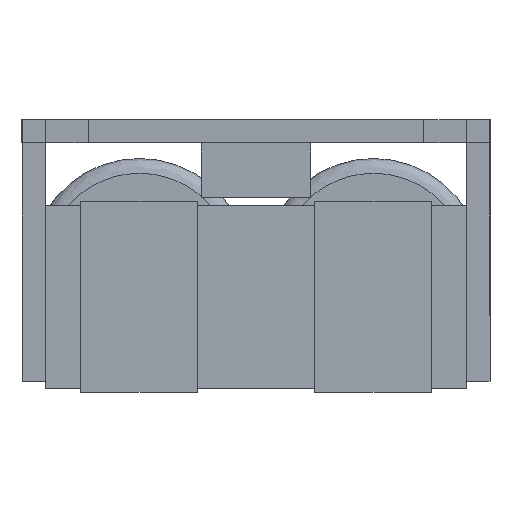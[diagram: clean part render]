
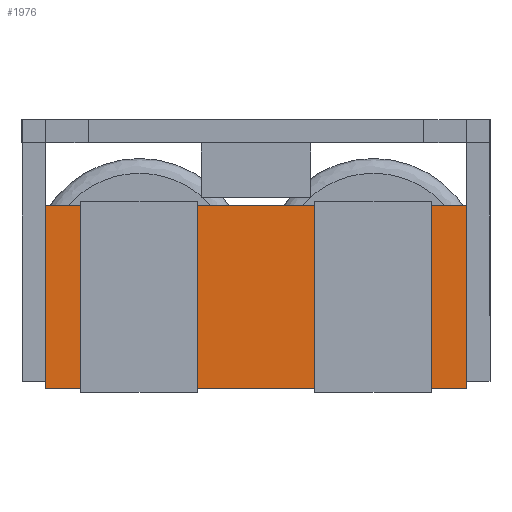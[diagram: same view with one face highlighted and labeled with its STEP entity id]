
A CAD part, left-side view. The second image highlights one B-rep face of the part: STEP entity #1976.
In plain terms, the highlighted planar face has unit normal (-1, 0, 0).
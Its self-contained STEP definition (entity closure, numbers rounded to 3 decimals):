
#49 = ORIENTED_EDGE ( 'NONE', *, *, #1170, .F. ) ;
#71 = DIRECTION ( 'NONE',  ( 0., -1., 0. ) ) ;
#256 = DIRECTION ( 'NONE',  ( 0., 0., 1. ) ) ;
#314 = VECTOR ( 'NONE', #3582, 1000. ) ;
#364 = EDGE_CURVE ( 'NONE', #967, #878, #2849, .T. ) ;
#510 = ORIENTED_EDGE ( 'NONE', *, *, #1197, .F. ) ;
#518 = ORIENTED_EDGE ( 'NONE', *, *, #1457, .T. ) ;
#631 = LINE ( 'NONE', #2241, #800 ) ;
#732 = CARTESIAN_POINT ( 'NONE',  ( -0.925, 2.7, 2.35 ) ) ;
#743 = VECTOR ( 'NONE', #256, 1000. ) ;
#800 = VECTOR ( 'NONE', #3590, 1000. ) ;
#878 = VERTEX_POINT ( 'NONE', #3285 ) ;
#967 = VERTEX_POINT ( 'NONE', #1803 ) ;
#976 = VERTEX_POINT ( 'NONE', #2773 ) ;
#1117 = AXIS2_PLACEMENT_3D ( 'NONE', #3898, #3166, #3542 ) ;
#1154 = CARTESIAN_POINT ( 'NONE',  ( -0.925, -2.7, 0. ) ) ;
#1170 = EDGE_CURVE ( 'NONE', #976, #967, #2568, .T. ) ;
#1197 = EDGE_CURVE ( 'NONE', #878, #1952, #631, .T. ) ;
#1216 = LINE ( 'NONE', #1227, #314 ) ;
#1227 = CARTESIAN_POINT ( 'NONE',  ( -0.925, 2.7, 0. ) ) ;
#1401 = ORIENTED_EDGE ( 'NONE', *, *, #364, .F. ) ;
#1457 = EDGE_CURVE ( 'NONE', #976, #1952, #1216, .T. ) ;
#1733 = EDGE_LOOP ( 'NONE', ( #49, #518, #510, #1401 ) ) ;
#1803 = CARTESIAN_POINT ( 'NONE',  ( -0.925, 2.7, 2.35 ) ) ;
#1910 = CARTESIAN_POINT ( 'NONE',  ( -0.925, 2.7, 0. ) ) ;
#1952 = VERTEX_POINT ( 'NONE', #1154 ) ;
#1957 = VECTOR ( 'NONE', #71, 1000. ) ;
#1976 = ADVANCED_FACE ( 'NONE', ( #3133 ), #2517, .T. ) ;
#2241 = CARTESIAN_POINT ( 'NONE',  ( -0.925, -2.7, 0. ) ) ;
#2517 = PLANE ( 'NONE',  #1117 ) ;
#2568 = LINE ( 'NONE', #1910, #743 ) ;
#2773 = CARTESIAN_POINT ( 'NONE',  ( -0.925, 2.7, 0. ) ) ;
#2849 = LINE ( 'NONE', #732, #1957 ) ;
#3133 = FACE_OUTER_BOUND ( 'NONE', #1733, .T. ) ;
#3166 = DIRECTION ( 'NONE',  ( -1., 0., 0. ) ) ;
#3285 = CARTESIAN_POINT ( 'NONE',  ( -0.925, -2.7, 2.35 ) ) ;
#3542 = DIRECTION ( 'NONE',  ( 0., 0., 1. ) ) ;
#3582 = DIRECTION ( 'NONE',  ( 0., -1., 0. ) ) ;
#3590 = DIRECTION ( 'NONE',  ( 0., 0., -1. ) ) ;
#3898 = CARTESIAN_POINT ( 'NONE',  ( -0.925, -2.7, 0. ) ) ;
